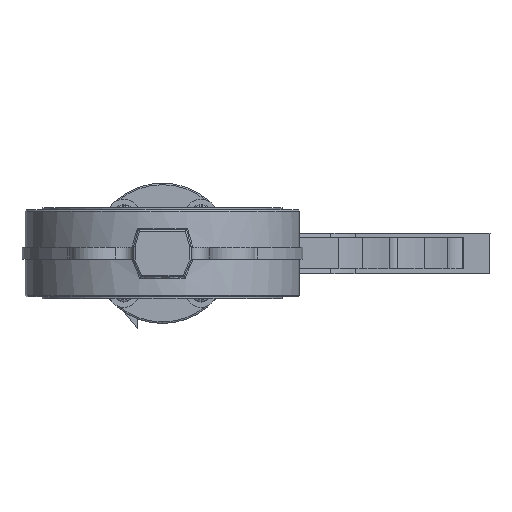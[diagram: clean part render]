
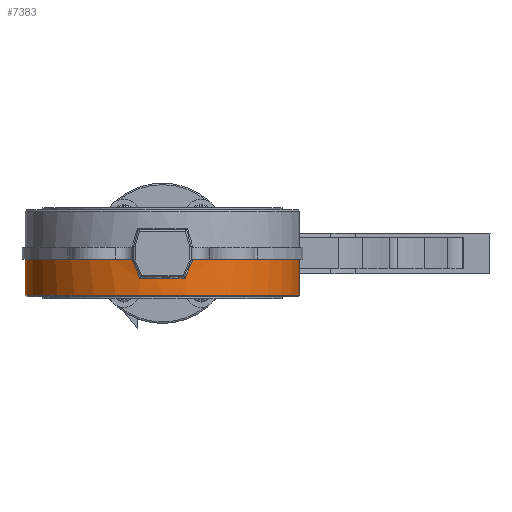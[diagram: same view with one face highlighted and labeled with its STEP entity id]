
A CAD part, front view. The second image highlights one B-rep face of the part: STEP entity #7383.
In plain terms, the highlighted cylindrical face has radius 88 mm (diameter 176 mm), a partial arc.
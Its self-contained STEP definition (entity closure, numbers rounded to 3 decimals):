
#454 = DIRECTION ( 'NONE',  ( 1., 0., 0. ) ) ;
#911 = VERTEX_POINT ( 'NONE', #18003 ) ;
#1037 = DIRECTION ( 'NONE',  ( 0., 0., -1. ) ) ;
#2624 = CARTESIAN_POINT ( 'NONE',  ( -19.281, -85.862, 28. ) ) ;
#4940 = CYLINDRICAL_SURFACE ( 'NONE', #50566, 88. ) ;
#5395 = VERTEX_POINT ( 'NONE', #27132 ) ;
#6656 = LINE ( 'NONE', #25597, #59751 ) ;
#7263 = DIRECTION ( 'NONE',  ( 1., 0., 0. ) ) ;
#7383 = ADVANCED_FACE ( 'NONE', ( #37761 ), #4940, .T. ) ;
#7751 = EDGE_CURVE ( 'NONE', #911, #24592, #39840, .T. ) ;
#8706 = CARTESIAN_POINT ( 'NONE',  ( 88., 0., -27. ) ) ;
#8935 = EDGE_CURVE ( 'NONE', #33693, #15983, #54269, .T. ) ;
#9605 = CARTESIAN_POINT ( 'NONE',  ( 17.694, -86.218, -8.449 ) ) ;
#9837 = CIRCLE ( 'NONE', #53269, 88. ) ;
#9979 = CARTESIAN_POINT ( 'NONE',  ( 0., 0., -3.75 ) ) ;
#13707 = DIRECTION ( 'NONE',  ( -1., 0., 0. ) ) ;
#15395 = CARTESIAN_POINT ( 'NONE',  ( 14.495, -86.798, -16. ) ) ;
#15755 = ORIENTED_EDGE ( 'NONE', *, *, #57116, .F. ) ;
#15983 = VERTEX_POINT ( 'NONE', #56045 ) ;
#18003 = CARTESIAN_POINT ( 'NONE',  ( 88., 0., -3.75 ) ) ;
#18042 = CARTESIAN_POINT ( 'NONE',  ( 19.281, -85.862, -4.705 ) ) ;
#18126 = ORIENTED_EDGE ( 'NONE', *, *, #26126, .T. ) ;
#19013 = CARTESIAN_POINT ( 'NONE',  ( -17.694, -86.218, -8.449 ) ) ;
#19647 = VERTEX_POINT ( 'NONE', #27534 ) ;
#20319 = CIRCLE ( 'NONE', #33103, 88. ) ;
#22419 = VECTOR ( 'NONE', #36599, 1000. ) ;
#22544 = VERTEX_POINT ( 'NONE', #15395 ) ;
#22953 = VECTOR ( 'NONE', #49034, 1000. ) ;
#24007 = VECTOR ( 'NONE', #30561, 1000. ) ;
#24592 = VERTEX_POINT ( 'NONE', #8706 ) ;
#25597 = CARTESIAN_POINT ( 'NONE',  ( 19.281, -85.862, 28. ) ) ;
#25971 = EDGE_CURVE ( 'NONE', #5395, #15983, #38925, .T. ) ;
#26126 = EDGE_CURVE ( 'NONE', #22544, #47011, #54688, .T. ) ;
#26218 = EDGE_CURVE ( 'NONE', #29473, #22544, #36119, .T. ) ;
#26947 = EDGE_CURVE ( 'NONE', #19647, #24592, #20319, .T. ) ;
#27132 = CARTESIAN_POINT ( 'NONE',  ( -88., 0., -3.75 ) ) ;
#27534 = CARTESIAN_POINT ( 'NONE',  ( -88., 0., -27. ) ) ;
#28196 = DIRECTION ( 'NONE',  ( 0., 0., -1. ) ) ;
#28515 = CARTESIAN_POINT ( 'NONE',  ( 16.099, -86.53, -12.215 ) ) ;
#28863 = DIRECTION ( 'NONE',  ( 0., 0., 1. ) ) ;
#29236 = CARTESIAN_POINT ( 'NONE',  ( 0., 0., -16. ) ) ;
#29473 = VERTEX_POINT ( 'NONE', #18042 ) ;
#30560 = VERTEX_POINT ( 'NONE', #46785 ) ;
#30561 = DIRECTION ( 'NONE',  ( 0., 0., -1. ) ) ;
#30871 = ORIENTED_EDGE ( 'NONE', *, *, #26947, .T. ) ;
#32562 = CARTESIAN_POINT ( 'NONE',  ( -19.281, -85.862, -4.705 ) ) ;
#33103 = AXIS2_PLACEMENT_3D ( 'NONE', #47468, #56094, #454 ) ;
#33693 = VERTEX_POINT ( 'NONE', #32562 ) ;
#33828 = DIRECTION ( 'NONE',  ( -1., 0., 0. ) ) ;
#34892 = ORIENTED_EDGE ( 'NONE', *, *, #7751, .F. ) ;
#36048 = CARTESIAN_POINT ( 'NONE',  ( -16.099, -86.53, -12.215 ) ) ;
#36119 =( BOUNDED_CURVE ( )  B_SPLINE_CURVE ( 3, ( #51957, #9605, #28515, #40008 ),
 .UNSPECIFIED., .F., .F. ) 
 B_SPLINE_CURVE_WITH_KNOTS ( ( 4, 4 ),
 ( 4.491, 4.547 ),
 .UNSPECIFIED. ) 
 CURVE ( )  GEOMETRIC_REPRESENTATION_ITEM ( )  RATIONAL_B_SPLINE_CURVE ( ( 1., 1., 1., 1. ) ) 
 REPRESENTATION_ITEM ( '' )  );
#36301 = CARTESIAN_POINT ( 'NONE',  ( 0., 0., -3.75 ) ) ;
#36599 = DIRECTION ( 'NONE',  ( 0., 0., -1. ) ) ;
#36649 = EDGE_LOOP ( 'NONE', ( #34892, #15755, #39494, #55853, #18126, #45431, #40755, #45133, #49444, #30871 ) ) ;
#37761 = FACE_OUTER_BOUND ( 'NONE', #36649, .T. ) ;
#38738 = DIRECTION ( 'NONE',  ( 1., 0., 0. ) ) ;
#38925 = CIRCLE ( 'NONE', #41842, 88. ) ;
#39494 = ORIENTED_EDGE ( 'NONE', *, *, #45789, .T. ) ;
#39840 = LINE ( 'NONE', #49705, #24007 ) ;
#40008 = CARTESIAN_POINT ( 'NONE',  ( 14.495, -86.798, -16. ) ) ;
#40026 = CARTESIAN_POINT ( 'NONE',  ( -14.495, -86.798, -16. ) ) ;
#40755 = ORIENTED_EDGE ( 'NONE', *, *, #8935, .T. ) ;
#40946 = CARTESIAN_POINT ( 'NONE',  ( -88., 0., 28. ) ) ;
#41842 = AXIS2_PLACEMENT_3D ( 'NONE', #36301, #50541, #7263 ) ;
#44412 = DIRECTION ( 'NONE',  ( 0., 0., -1. ) ) ;
#44743 = EDGE_CURVE ( 'NONE', #47011, #33693, #55111, .T. ) ;
#45133 = ORIENTED_EDGE ( 'NONE', *, *, #25971, .F. ) ;
#45431 = ORIENTED_EDGE ( 'NONE', *, *, #44743, .T. ) ;
#45789 = EDGE_CURVE ( 'NONE', #30560, #29473, #6656, .T. ) ;
#45970 = CARTESIAN_POINT ( 'NONE',  ( -14.495, -86.798, -16. ) ) ;
#46785 = CARTESIAN_POINT ( 'NONE',  ( 19.281, -85.862, -3.75 ) ) ;
#47011 = VERTEX_POINT ( 'NONE', #40026 ) ;
#47468 = CARTESIAN_POINT ( 'NONE',  ( 0., 0., -27. ) ) ;
#49034 = DIRECTION ( 'NONE',  ( 0., 0., 1. ) ) ;
#49444 = ORIENTED_EDGE ( 'NONE', *, *, #59742, .T. ) ;
#49705 = CARTESIAN_POINT ( 'NONE',  ( 88., 0., 28. ) ) ;
#50541 = DIRECTION ( 'NONE',  ( 0., 0., 1. ) ) ;
#50566 = AXIS2_PLACEMENT_3D ( 'NONE', #51647, #28196, #13707 ) ;
#51647 = CARTESIAN_POINT ( 'NONE',  ( 0., 0., 28. ) ) ;
#51957 = CARTESIAN_POINT ( 'NONE',  ( 19.281, -85.862, -4.705 ) ) ;
#53269 = AXIS2_PLACEMENT_3D ( 'NONE', #9979, #28863, #38738 ) ;
#54269 = LINE ( 'NONE', #2624, #22953 ) ;
#54688 = CIRCLE ( 'NONE', #59616, 88. ) ;
#54930 = CARTESIAN_POINT ( 'NONE',  ( -19.281, -85.862, -4.705 ) ) ;
#55111 =( BOUNDED_CURVE ( )  B_SPLINE_CURVE ( 3, ( #45970, #36048, #19013, #54930 ),
 .UNSPECIFIED., .F., .F. ) 
 B_SPLINE_CURVE_WITH_KNOTS ( ( 4, 4 ),
 ( 1.736, 1.792 ),
 .UNSPECIFIED. ) 
 CURVE ( )  GEOMETRIC_REPRESENTATION_ITEM ( )  RATIONAL_B_SPLINE_CURVE ( ( 1., 1., 1., 1. ) ) 
 REPRESENTATION_ITEM ( '' )  );
#55853 = ORIENTED_EDGE ( 'NONE', *, *, #26218, .T. ) ;
#56045 = CARTESIAN_POINT ( 'NONE',  ( -19.281, -85.862, -3.75 ) ) ;
#56094 = DIRECTION ( 'NONE',  ( 0., 0., 1. ) ) ;
#57116 = EDGE_CURVE ( 'NONE', #30560, #911, #9837, .T. ) ;
#59616 = AXIS2_PLACEMENT_3D ( 'NONE', #29236, #1037, #33828 ) ;
#59742 = EDGE_CURVE ( 'NONE', #5395, #19647, #59788, .T. ) ;
#59751 = VECTOR ( 'NONE', #44412, 1000. ) ;
#59788 = LINE ( 'NONE', #40946, #22419 ) ;
